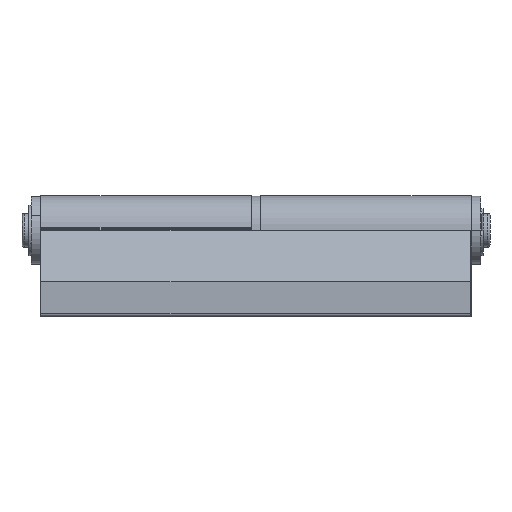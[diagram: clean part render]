
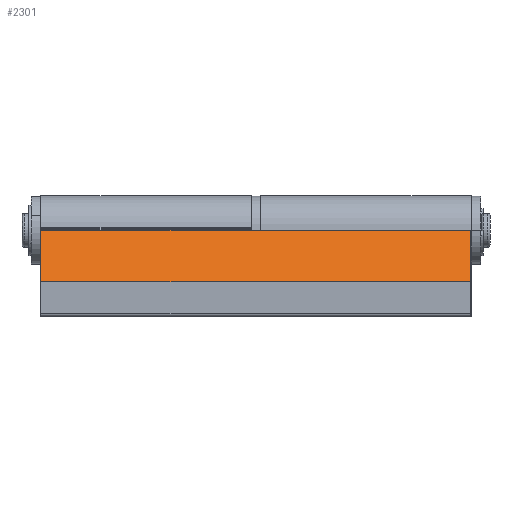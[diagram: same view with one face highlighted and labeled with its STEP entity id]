
A CAD part, left-side view. The second image highlights one B-rep face of the part: STEP entity #2301.
In plain terms, the highlighted face is planar.
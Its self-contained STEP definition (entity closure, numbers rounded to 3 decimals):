
#22 = ORIENTED_EDGE ( 'NONE', *, *, #2256, .F. ) ;
#158 = AXIS2_PLACEMENT_3D ( 'NONE', #1949, #1475, #1698 ) ;
#165 = VECTOR ( 'NONE', #1317, 1000. ) ;
#403 = DIRECTION ( 'NONE',  ( 0., -1., 0. ) ) ;
#434 = ORIENTED_EDGE ( 'NONE', *, *, #2528, .T. ) ;
#533 = DIRECTION ( 'NONE',  ( 0., -1., 0. ) ) ;
#545 = CARTESIAN_POINT ( 'NONE',  ( -9., 0., -10. ) ) ;
#613 = ORIENTED_EDGE ( 'NONE', *, *, #2552, .T. ) ;
#694 = EDGE_LOOP ( 'NONE', ( #613, #2362, #22, #434 ) ) ;
#710 = VERTEX_POINT ( 'NONE', #1920 ) ;
#820 = EDGE_CURVE ( 'NONE', #710, #3049, #3344, .T. ) ;
#850 = VECTOR ( 'NONE', #968, 1000. ) ;
#968 = DIRECTION ( 'NONE',  ( -0.704, 0., 0.71 ) ) ;
#1111 = CARTESIAN_POINT ( 'NONE',  ( -20.9, 100., 2. ) ) ;
#1119 = CARTESIAN_POINT ( 'NONE',  ( -9., 100., -10. ) ) ;
#1290 = LINE ( 'NONE', #2847, #3144 ) ;
#1317 = DIRECTION ( 'NONE',  ( -0.704, 0., 0.71 ) ) ;
#1475 = DIRECTION ( 'NONE',  ( 0.71, 0., 0.704 ) ) ;
#1698 = DIRECTION ( 'NONE',  ( 0.704, 0., -0.71 ) ) ;
#1856 = LINE ( 'NONE', #1119, #850 ) ;
#1920 = CARTESIAN_POINT ( 'NONE',  ( -20.9, 100., 2. ) ) ;
#1949 = CARTESIAN_POINT ( 'NONE',  ( -9., 100., -10. ) ) ;
#1980 = PLANE ( 'NONE',  #158 ) ;
#2025 = VERTEX_POINT ( 'NONE', #545 ) ;
#2128 = CARTESIAN_POINT ( 'NONE',  ( -9., 100., -10. ) ) ;
#2256 = EDGE_CURVE ( 'NONE', #2799, #710, #1856, .T. ) ;
#2301 = ADVANCED_FACE ( 'NONE', ( #3148 ), #1980, .F. ) ;
#2344 = CARTESIAN_POINT ( 'NONE',  ( -9., 0., -10. ) ) ;
#2362 = ORIENTED_EDGE ( 'NONE', *, *, #820, .F. ) ;
#2528 = EDGE_CURVE ( 'NONE', #2799, #2025, #1290, .T. ) ;
#2552 = EDGE_CURVE ( 'NONE', #2025, #3049, #3062, .T. ) ;
#2653 = VECTOR ( 'NONE', #403, 1000. ) ;
#2799 = VERTEX_POINT ( 'NONE', #2128 ) ;
#2847 = CARTESIAN_POINT ( 'NONE',  ( -9., 100., -10. ) ) ;
#3049 = VERTEX_POINT ( 'NONE', #3305 ) ;
#3062 = LINE ( 'NONE', #2344, #165 ) ;
#3144 = VECTOR ( 'NONE', #533, 1000. ) ;
#3148 = FACE_OUTER_BOUND ( 'NONE', #694, .T. ) ;
#3305 = CARTESIAN_POINT ( 'NONE',  ( -20.9, 0., 2. ) ) ;
#3344 = LINE ( 'NONE', #1111, #2653 ) ;
